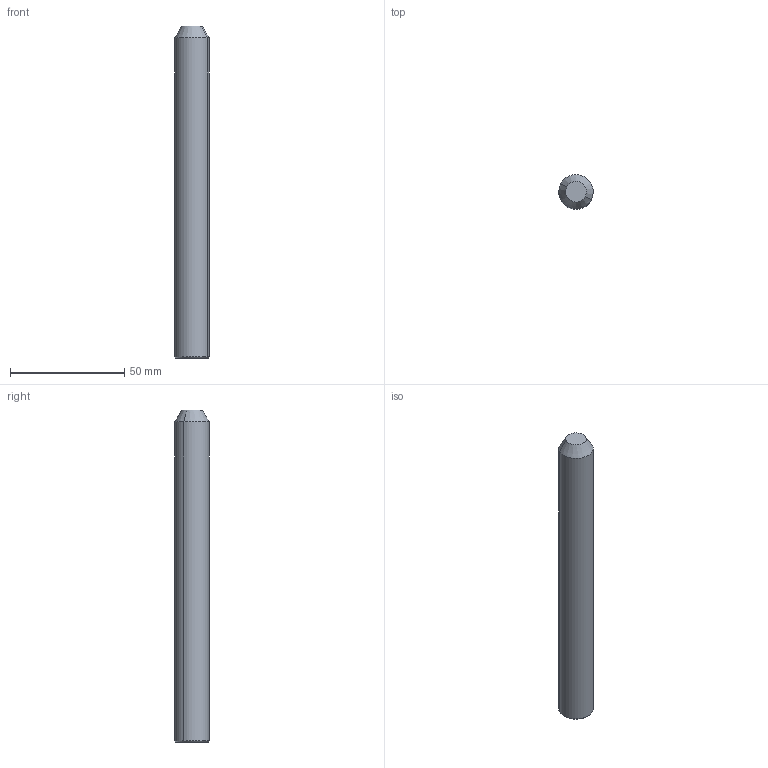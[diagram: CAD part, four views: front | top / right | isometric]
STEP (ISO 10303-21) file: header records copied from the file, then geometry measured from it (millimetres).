
FILE_DESCRIPTION(('CATIA V5 STEP Exchange'),'2;1');
FILE_NAME('RDCO102.15145.stp','2017-03-07T15:47:58+00:00',('none'),('none'),'CATIA Version 5 Release 19 GA (IN-10)','CATIA V5 STEP AP203','none');
FILE_SCHEMA(('CONFIG_CONTROL_DESIGN'));
Length unit declared in the file: millimetre
Products named in the file (1): RDCO102.15145
Bounding box: 15 x 15 x 145 mm (x, y, z)
Volume: 25299.5 mm3; surface area: 7040.5 mm2
Topology: 1 solids, 1 shells, 8 faces, 17 edges, 15 vertices
Faces by surface type: cone 4, plane 2, cylinder 2
Entity records: 249 total; most frequent: CARTESIAN_POINT 39, DIRECTION 29, ORIENTED_EDGE 28, AXIS2_PLACEMENT_3D 15, EDGE_CURVE 14, VECTOR 9, LINE 9, ADVANCED_FACE 8
